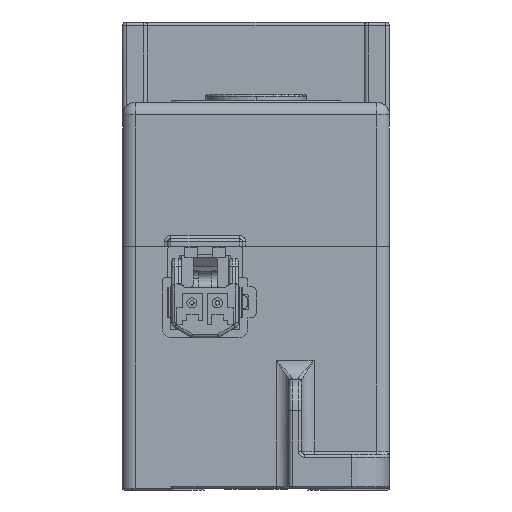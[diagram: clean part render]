
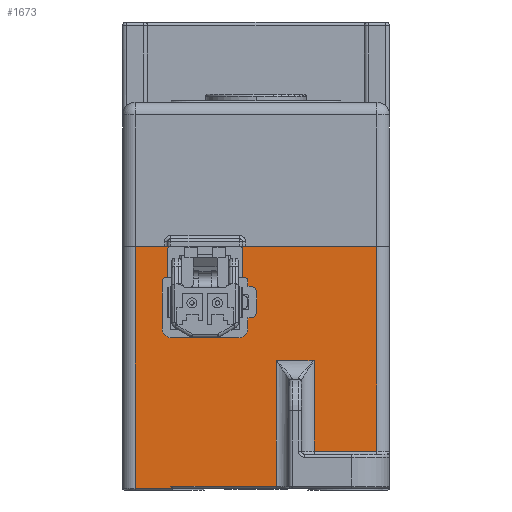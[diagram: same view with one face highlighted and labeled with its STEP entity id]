
A CAD part, left-side view. The second image highlights one B-rep face of the part: STEP entity #1673.
In plain terms, the highlighted planar face has unit normal (-1, 0, 0).
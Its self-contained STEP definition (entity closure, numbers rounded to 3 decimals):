
#949=PLANE('',#16611);
#1673=ADVANCED_FACE('',(#2739),#949,.F.);
#2739=FACE_OUTER_BOUND('',#3609,.T.);
#3609=EDGE_LOOP('',(#10002,#10003,#10004,#10005,#10006,#10007,#10008,#10009,
#10010,#10011,#10012,#10013,#10014,#10015,#10016,#10017,#10018,#10019,#10020,
#10021,#10022,#10023,#10024,#10025,#10026,#10027,#10028,#10029,#10030,#10031));
#5010=LINE('',#24575,#6628);
#5018=LINE('',#24600,#6636);
#5060=LINE('',#24726,#6678);
#5061=LINE('',#24730,#6679);
#5087=LINE('',#24827,#6705);
#5088=LINE('',#24829,#6706);
#5089=LINE('',#24831,#6707);
#5090=LINE('',#24833,#6708);
#5091=LINE('',#24835,#6709);
#5092=LINE('',#24837,#6710);
#5093=LINE('',#24839,#6711);
#5094=LINE('',#24842,#6712);
#5095=LINE('',#24844,#6713);
#5096=LINE('',#24848,#6714);
#5097=LINE('',#24850,#6715);
#5098=LINE('',#24854,#6716);
#5099=LINE('',#24858,#6717);
#5100=LINE('',#24860,#6718);
#5101=LINE('',#24864,#6719);
#5102=LINE('',#24868,#6720);
#5103=LINE('',#24872,#6721);
#5104=LINE('',#24874,#6722);
#6628=VECTOR('',#19723,1.);
#6636=VECTOR('',#19739,1.);
#6678=VECTOR('',#19849,1.);
#6679=VECTOR('',#19854,1.);
#6705=VECTOR('',#19912,1.);
#6706=VECTOR('',#19913,1.);
#6707=VECTOR('',#19914,1.);
#6708=VECTOR('',#19915,1.);
#6709=VECTOR('',#19916,1.);
#6710=VECTOR('',#19917,1.);
#6711=VECTOR('',#19918,1.);
#6712=VECTOR('',#19921,1.);
#6713=VECTOR('',#19922,1.);
#6714=VECTOR('',#19925,1.);
#6715=VECTOR('',#19926,1.);
#6716=VECTOR('',#19929,1.);
#6717=VECTOR('',#19932,1.);
#6718=VECTOR('',#19933,1.);
#6719=VECTOR('',#19936,1.);
#6720=VECTOR('',#19939,1.);
#6721=VECTOR('',#19942,1.);
#6722=VECTOR('',#19943,1.);
#10002=ORIENTED_EDGE('',*,*,#14406,.F.);
#10003=ORIENTED_EDGE('',*,*,#14484,.F.);
#10004=ORIENTED_EDGE('',*,*,#14522,.F.);
#10005=ORIENTED_EDGE('',*,*,#14523,.F.);
#10006=ORIENTED_EDGE('',*,*,#14524,.F.);
#10007=ORIENTED_EDGE('',*,*,#14525,.T.);
#10008=ORIENTED_EDGE('',*,*,#14526,.F.);
#10009=ORIENTED_EDGE('',*,*,#14527,.F.);
#10010=ORIENTED_EDGE('',*,*,#14528,.F.);
#10011=ORIENTED_EDGE('',*,*,#14482,.F.);
#10012=ORIENTED_EDGE('',*,*,#14418,.F.);
#10013=ORIENTED_EDGE('',*,*,#14529,.F.);
#10014=ORIENTED_EDGE('',*,*,#14530,.F.);
#10015=ORIENTED_EDGE('',*,*,#14531,.T.);
#10016=ORIENTED_EDGE('',*,*,#14532,.F.);
#10017=ORIENTED_EDGE('',*,*,#14533,.T.);
#10018=ORIENTED_EDGE('',*,*,#14534,.T.);
#10019=ORIENTED_EDGE('',*,*,#14535,.F.);
#10020=ORIENTED_EDGE('',*,*,#14536,.F.);
#10021=ORIENTED_EDGE('',*,*,#14537,.F.);
#10022=ORIENTED_EDGE('',*,*,#14538,.T.);
#10023=ORIENTED_EDGE('',*,*,#14539,.T.);
#10024=ORIENTED_EDGE('',*,*,#14540,.T.);
#10025=ORIENTED_EDGE('',*,*,#14541,.F.);
#10026=ORIENTED_EDGE('',*,*,#14542,.T.);
#10027=ORIENTED_EDGE('',*,*,#14543,.F.);
#10028=ORIENTED_EDGE('',*,*,#14544,.F.);
#10029=ORIENTED_EDGE('',*,*,#14545,.T.);
#10030=ORIENTED_EDGE('',*,*,#14546,.F.);
#10031=ORIENTED_EDGE('',*,*,#14547,.F.);
#12503=VERTEX_POINT('',#24576);
#12504=VERTEX_POINT('',#24577);
#12515=VERTEX_POINT('',#24599);
#12516=VERTEX_POINT('',#24601);
#12566=VERTEX_POINT('',#24727);
#12567=VERTEX_POINT('',#24731);
#12600=VERTEX_POINT('',#24828);
#12601=VERTEX_POINT('',#24830);
#12602=VERTEX_POINT('',#24832);
#12603=VERTEX_POINT('',#24834);
#12604=VERTEX_POINT('',#24836);
#12605=VERTEX_POINT('',#24838);
#12606=VERTEX_POINT('',#24841);
#12607=VERTEX_POINT('',#24843);
#12608=VERTEX_POINT('',#24845);
#12609=VERTEX_POINT('',#24847);
#12610=VERTEX_POINT('',#24849);
#12611=VERTEX_POINT('',#24851);
#12612=VERTEX_POINT('',#24853);
#12613=VERTEX_POINT('',#24855);
#12614=VERTEX_POINT('',#24857);
#12615=VERTEX_POINT('',#24859);
#12616=VERTEX_POINT('',#24861);
#12617=VERTEX_POINT('',#24863);
#12618=VERTEX_POINT('',#24865);
#12619=VERTEX_POINT('',#24867);
#12620=VERTEX_POINT('',#24869);
#12621=VERTEX_POINT('',#24871);
#12622=VERTEX_POINT('',#24873);
#12623=VERTEX_POINT('',#24875);
#14406=EDGE_CURVE('',#12503,#12504,#5010,.T.);
#14418=EDGE_CURVE('',#12515,#12516,#5018,.T.);
#14482=EDGE_CURVE('',#12516,#12566,#5060,.T.);
#14484=EDGE_CURVE('',#12567,#12503,#5061,.T.);
#14522=EDGE_CURVE('',#12600,#12567,#5087,.T.);
#14523=EDGE_CURVE('',#12601,#12600,#5088,.T.);
#14524=EDGE_CURVE('',#12602,#12601,#5089,.T.);
#14525=EDGE_CURVE('',#12602,#12603,#5090,.T.);
#14526=EDGE_CURVE('',#12604,#12603,#5091,.T.);
#14527=EDGE_CURVE('',#12605,#12604,#5092,.T.);
#14528=EDGE_CURVE('',#12566,#12605,#5093,.T.);
#14529=EDGE_CURVE('',#12606,#12515,#15557,.T.);
#14530=EDGE_CURVE('',#12607,#12606,#5094,.T.);
#14531=EDGE_CURVE('',#12607,#12608,#5095,.T.);
#14532=EDGE_CURVE('',#12609,#12608,#15558,.T.);
#14533=EDGE_CURVE('',#12609,#12610,#5096,.T.);
#14534=EDGE_CURVE('',#12610,#12611,#5097,.T.);
#14535=EDGE_CURVE('',#12612,#12611,#15559,.T.);
#14536=EDGE_CURVE('',#12613,#12612,#5098,.T.);
#14537=EDGE_CURVE('',#12614,#12613,#15560,.T.);
#14538=EDGE_CURVE('',#12614,#12615,#5099,.T.);
#14539=EDGE_CURVE('',#12615,#12616,#5100,.T.);
#14540=EDGE_CURVE('',#12616,#12617,#15561,.T.);
#14541=EDGE_CURVE('',#12618,#12617,#5101,.T.);
#14542=EDGE_CURVE('',#12618,#12619,#15562,.T.);
#14543=EDGE_CURVE('',#12620,#12619,#5102,.T.);
#14544=EDGE_CURVE('',#12621,#12620,#15563,.T.);
#14545=EDGE_CURVE('',#12621,#12622,#5103,.T.);
#14546=EDGE_CURVE('',#12623,#12622,#5104,.T.);
#14547=EDGE_CURVE('',#12504,#12623,#15564,.T.);
#15557=CIRCLE('',#16603,0.5);
#15558=CIRCLE('',#16604,0.5);
#15559=CIRCLE('',#16605,1.);
#15560=CIRCLE('',#16606,1.);
#15561=CIRCLE('',#16607,1.5);
#15562=CIRCLE('',#16608,1.5);
#15563=CIRCLE('',#16609,0.5);
#15564=CIRCLE('',#16610,0.5);
#16603=AXIS2_PLACEMENT_3D('',#24840,#19919,#19920);
#16604=AXIS2_PLACEMENT_3D('',#24846,#19923,#19924);
#16605=AXIS2_PLACEMENT_3D('',#24852,#19927,#19928);
#16606=AXIS2_PLACEMENT_3D('',#24856,#19930,#19931);
#16607=AXIS2_PLACEMENT_3D('',#24862,#19934,#19935);
#16608=AXIS2_PLACEMENT_3D('',#24866,#19937,#19938);
#16609=AXIS2_PLACEMENT_3D('',#24870,#19940,#19941);
#16610=AXIS2_PLACEMENT_3D('',#24876,#19944,#19945);
#16611=AXIS2_PLACEMENT_3D('',#24877,#19946,#19947);
#19723=DIRECTION('',(0.,-1.,0.));
#19739=DIRECTION('',(0.,-1.,0.));
#19849=DIRECTION('',(0.,0.,-1.));
#19854=DIRECTION('',(0.,0.,1.));
#19912=DIRECTION('',(0.,1.,0.));
#19913=DIRECTION('',(0.,0.,-1.));
#19914=DIRECTION('',(0.,1.,0.));
#19915=DIRECTION('',(0.,0.,1.));
#19916=DIRECTION('',(0.,1.,0.));
#19917=DIRECTION('',(0.,0.,1.));
#19918=DIRECTION('',(0.,1.,0.));
#19919=DIRECTION('',(-1.,0.,0.));
#19920=DIRECTION('',(0.,0.,1.));
#19921=DIRECTION('',(0.,0.,1.));
#19922=DIRECTION('',(0.,-1.,0.));
#19923=DIRECTION('',(-1.,0.,0.));
#19924=DIRECTION('',(0.,0.,-1.));
#19925=DIRECTION('',(0.,0.,-1.));
#19926=DIRECTION('',(0.,-1.,0.));
#19927=DIRECTION('',(-1.,0.,0.));
#19928=DIRECTION('',(0.,0.,1.));
#19929=DIRECTION('',(0.,0.,1.));
#19930=DIRECTION('',(-1.,0.,0.));
#19931=DIRECTION('',(0.,0.,-1.));
#19932=DIRECTION('',(0.,1.,0.));
#19933=DIRECTION('',(0.,0.,-1.));
#19934=DIRECTION('',(1.,0.,0.));
#19935=DIRECTION('',(0.,1.,0.));
#19936=DIRECTION('',(0.,-1.,0.));
#19937=DIRECTION('',(1.,0.,0.));
#19938=DIRECTION('',(0.,1.,0.));
#19939=DIRECTION('',(0.,0.,-1.));
#19940=DIRECTION('',(-1.,0.,0.));
#19941=DIRECTION('',(0.,0.,-1.));
#19942=DIRECTION('',(0.,-1.,0.));
#19943=DIRECTION('',(0.,0.,-1.));
#19944=DIRECTION('',(-1.,0.,0.));
#19945=DIRECTION('',(0.,0.,1.));
#19946=DIRECTION('',(1.,0.,0.));
#19947=DIRECTION('',(0.,-1.,0.));
#24575=CARTESIAN_POINT('',(-44.75,6.75,-18.87));
#24576=CARTESIAN_POINT('',(-44.75,4.75,-18.87));
#24577=CARTESIAN_POINT('',(-44.75,-0.65,-18.87));
#24599=CARTESIAN_POINT('',(-44.75,-12.15,-18.87));
#24600=CARTESIAN_POINT('',(-44.75,6.75,-18.87));
#24601=CARTESIAN_POINT('',(-44.75,-33.75,-18.87));
#24726=CARTESIAN_POINT('',(-44.75,-33.75,-16.27));
#24727=CARTESIAN_POINT('',(-44.75,-33.75,-51.37));
#24730=CARTESIAN_POINT('',(-44.75,4.75,-16.27));
#24731=CARTESIAN_POINT('',(-44.75,4.75,-57.27));
#24827=CARTESIAN_POINT('',(-44.75,6.75,-57.27));
#24828=CARTESIAN_POINT('',(-44.75,-0.95,-57.27));
#24829=CARTESIAN_POINT('',(-44.75,-0.95,-16.27));
#24830=CARTESIAN_POINT('',(-44.75,-0.95,-56.97));
#24831=CARTESIAN_POINT('',(-44.75,6.75,-56.97));
#24832=CARTESIAN_POINT('',(-44.75,-17.75,-56.97));
#24833=CARTESIAN_POINT('',(-44.75,-17.75,-52.27));
#24834=CARTESIAN_POINT('',(-44.75,-17.75,-36.97));
#24835=CARTESIAN_POINT('',(-44.75,6.75,-36.97));
#24836=CARTESIAN_POINT('',(-44.75,-23.75,-36.97));
#24837=CARTESIAN_POINT('',(-44.75,-23.75,-16.27));
#24838=CARTESIAN_POINT('',(-44.75,-23.75,-51.37));
#24839=CARTESIAN_POINT('',(-44.75,6.75,-51.37));
#24840=CARTESIAN_POINT('',(-44.75,-11.85,-19.27));
#24841=CARTESIAN_POINT('',(-44.75,-12.35,-19.27));
#24842=CARTESIAN_POINT('',(-44.75,-12.35,-16.27));
#24843=CARTESIAN_POINT('',(-44.75,-12.35,-23.77));
#24844=CARTESIAN_POINT('',(-44.75,-13.3,-23.77));
#24845=CARTESIAN_POINT('',(-44.75,-12.7,-23.77));
#24846=CARTESIAN_POINT('',(-44.75,-12.7,-24.27));
#24847=CARTESIAN_POINT('',(-44.75,-13.2,-24.27));
#24848=CARTESIAN_POINT('',(-44.75,-13.2,-25.07));
#24849=CARTESIAN_POINT('',(-44.75,-13.2,-25.17));
#24850=CARTESIAN_POINT('',(-44.75,-14.6,-25.17));
#24851=CARTESIAN_POINT('',(-44.75,-13.6,-25.17));
#24852=CARTESIAN_POINT('',(-44.75,-13.6,-26.17));
#24853=CARTESIAN_POINT('',(-44.75,-14.6,-26.17));
#24854=CARTESIAN_POINT('',(-44.75,-14.6,-16.27));
#24855=CARTESIAN_POINT('',(-44.75,-14.6,-29.17));
#24856=CARTESIAN_POINT('',(-44.75,-13.6,-29.17));
#24857=CARTESIAN_POINT('',(-44.75,-13.6,-30.17));
#24858=CARTESIAN_POINT('',(-44.75,-13.3,-30.17));
#24859=CARTESIAN_POINT('',(-44.75,-13.2,-30.17));
#24860=CARTESIAN_POINT('',(-44.75,-13.2,-33.47));
#24861=CARTESIAN_POINT('',(-44.75,-13.2,-31.87));
#24862=CARTESIAN_POINT('',(-44.75,-11.7,-31.87));
#24863=CARTESIAN_POINT('',(-44.75,-11.7,-33.37));
#24864=CARTESIAN_POINT('',(-44.75,6.75,-33.37));
#24865=CARTESIAN_POINT('',(-44.75,-1.1,-33.37));
#24866=CARTESIAN_POINT('',(-44.75,-1.1,-31.87));
#24867=CARTESIAN_POINT('',(-44.75,0.4,-31.87));
#24868=CARTESIAN_POINT('',(-44.75,0.4,-16.27));
#24869=CARTESIAN_POINT('',(-44.75,0.4,-24.27));
#24870=CARTESIAN_POINT('',(-44.75,-0.1,-24.27));
#24871=CARTESIAN_POINT('',(-44.75,-0.1,-23.77));
#24872=CARTESIAN_POINT('',(-44.75,-0.75,-23.77));
#24873=CARTESIAN_POINT('',(-44.75,-0.45,-23.77));
#24874=CARTESIAN_POINT('',(-44.75,-0.45,-16.27));
#24875=CARTESIAN_POINT('',(-44.75,-0.45,-19.27));
#24876=CARTESIAN_POINT('',(-44.75,-0.95,-19.27));
#24877=CARTESIAN_POINT('',(-44.75,6.75,-16.27));
